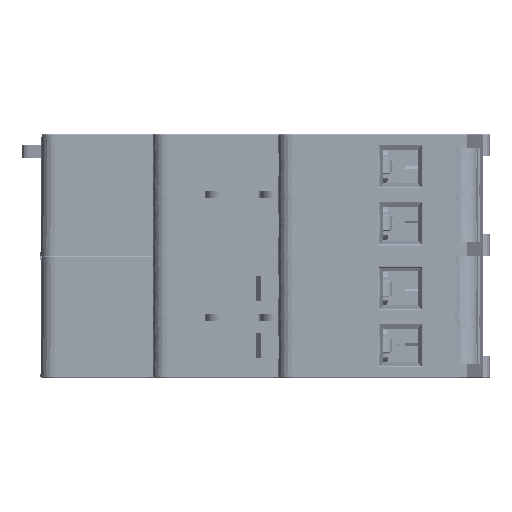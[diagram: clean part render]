
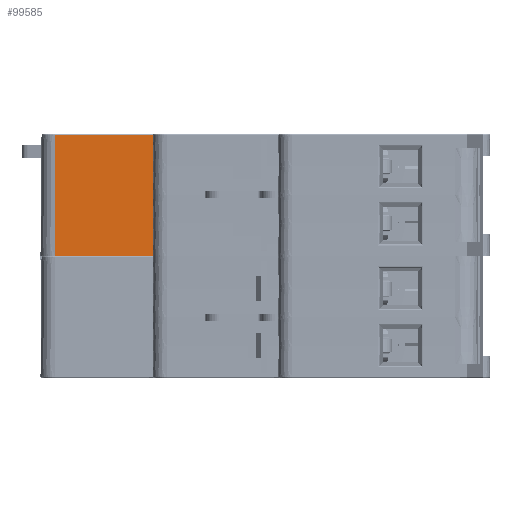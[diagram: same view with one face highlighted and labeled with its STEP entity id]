
A CAD part, left-side view. The second image highlights one B-rep face of the part: STEP entity #99585.
In plain terms, the highlighted planar face has unit normal (-1, 0, 0.009).
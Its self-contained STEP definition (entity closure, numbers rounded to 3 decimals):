
#72187=DIRECTION('',(0.,-1.,0.));
#72188=VECTOR('',#72187,14.1);
#72189=CARTESIAN_POINT('',(-22.577,57.7,-8.8));
#72190=LINE('',#72189,#72188);
#74601=DIRECTION('',(0.,-1.,0.));
#74602=VECTOR('',#74601,0.041);
#74603=CARTESIAN_POINT('',(-22.536,43.6,-4.1));
#74604=LINE('',#74603,#74602);
#74608=DIRECTION('',(-0.009,0.009,-1.));
#74609=VECTOR('',#74608,4.7);
#74610=CARTESIAN_POINT('',(-22.536,43.559,
-4.1));
#74611=LINE('',#74610,#74609);
#74615=DIRECTION('',(0.,1.,0.));
#74616=VECTOR('',#74615,14.1);
#74617=CARTESIAN_POINT('',(-22.425,43.6,8.602));
#74618=LINE('',#74617,#74616);
#74657=DIRECTION('',(0.009,0.,1.));
#74658=VECTOR('',#74657,12.702);
#74659=CARTESIAN_POINT('',(-22.536,43.6,-4.1));
#74660=LINE('',#74659,#74658);
#74739=DIRECTION('',(-0.009,0.,
-1.));
#74740=VECTOR('',#74739,17.402);
#74741=CARTESIAN_POINT('',(-22.425,57.7,8.602));
#74742=LINE('',#74741,#74740);
#93060=CARTESIAN_POINT('',(-22.577,57.7,-8.8));
#93061=VERTEX_POINT('',#93060);
#93062=CARTESIAN_POINT('',(-22.577,43.6,-8.8));
#93063=VERTEX_POINT('',#93062);
#93730=CARTESIAN_POINT('',(-22.536,43.559,
-4.1));
#93732=VERTEX_POINT('',#93730);
#93736=CARTESIAN_POINT('',(-22.536,43.6,-4.1));
#93737=VERTEX_POINT('',#93736);
#93748=CARTESIAN_POINT('',(-22.425,43.6,8.602));
#93749=CARTESIAN_POINT('',(-22.425,57.7,8.602));
#93750=VERTEX_POINT('',#93748);
#93751=VERTEX_POINT('',#93749);
#99569=CARTESIAN_POINT('',(-22.5,60.814,0.));
#99570=DIRECTION('',(-1.,0.,0.009));
#99571=DIRECTION('',(0.,-1.,0.));
#99572=AXIS2_PLACEMENT_3D('',#99569,#99570,#99571);
#99573=PLANE('',#99572);
#99575=ORIENTED_EDGE('',*,*,#99574,.F.);
#99577=ORIENTED_EDGE('',*,*,#99576,.F.);
#99578=ORIENTED_EDGE('',*,*,#99542,.T.);
#99579=ORIENTED_EDGE('',*,*,#99524,.T.);
#99580=ORIENTED_EDGE('',*,*,#98037,.F.);
#99582=ORIENTED_EDGE('',*,*,#99581,.F.);
#99583=EDGE_LOOP('',(#99575,#99577,#99578,#99579,#99580,#99582));
#99584=FACE_OUTER_BOUND('',#99583,.F.);
#98037=EDGE_CURVE('',#93061,#93063,#72190,.T.);
#99524=EDGE_CURVE('',#93732,#93063,#74611,.T.);
#99542=EDGE_CURVE('',#93737,#93732,#74604,.T.);
#99574=EDGE_CURVE('',#93750,#93751,#74618,.T.);
#99576=EDGE_CURVE('',#93737,#93750,#74660,.T.);
#99581=EDGE_CURVE('',#93751,#93061,#74742,.T.);
#99585=ADVANCED_FACE('',(#99584),#99573,.T.);
